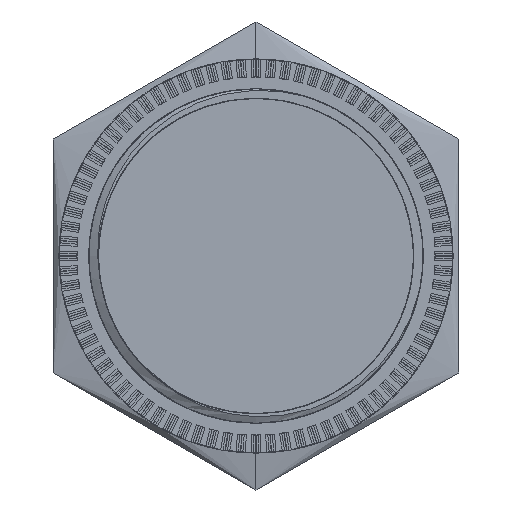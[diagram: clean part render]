
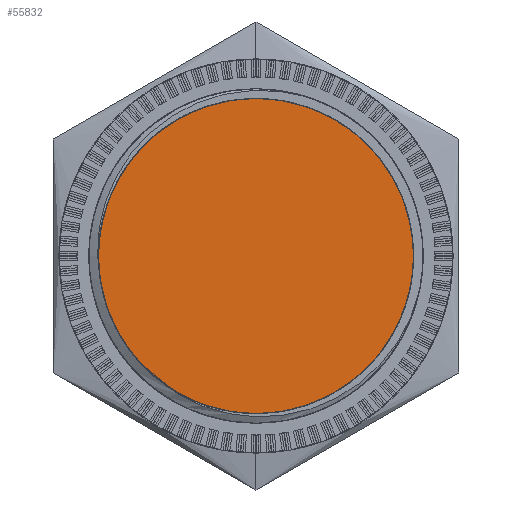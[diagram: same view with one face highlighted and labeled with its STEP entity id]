
A CAD part, left-side view. The second image highlights one B-rep face of the part: STEP entity #55832.
In plain terms, the highlighted planar face has unit normal (-1, 0, 0).
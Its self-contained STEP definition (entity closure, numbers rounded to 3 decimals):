
#805 = EDGE_CURVE ( 'NONE', #49988, #12558, #22634, .T. ) ;
#2628 = PLANE ( 'NONE',  #42740 ) ;
#5993 = DIRECTION ( 'NONE',  ( 0., 1., 0. ) ) ;
#7266 = DIRECTION ( 'NONE',  ( 0., 1., 0. ) ) ;
#7638 = CARTESIAN_POINT ( 'NONE',  ( -56.3, -114.618, 49.004 ) ) ;
#7692 = CIRCLE ( 'NONE', #38093, 14. ) ;
#9452 = CARTESIAN_POINT ( 'NONE',  ( -56.3, -114.618, 35.004 ) ) ;
#12558 = VERTEX_POINT ( 'NONE', #37053 ) ;
#20536 = DIRECTION ( 'NONE',  ( -1., 0., 0. ) ) ;
#21737 = CARTESIAN_POINT ( 'NONE',  ( -56.3, -114.618, 49.004 ) ) ;
#22634 = CIRCLE ( 'NONE', #75552, 14. ) ;
#23073 = ORIENTED_EDGE ( 'NONE', *, *, #805, .T. ) ;
#37053 = CARTESIAN_POINT ( 'NONE',  ( -56.3, -114.618, 63.004 ) ) ;
#37488 = DIRECTION ( 'NONE',  ( -1., 0., 0. ) ) ;
#38093 = AXIS2_PLACEMENT_3D ( 'NONE', #7638, #37488, #5993 ) ;
#38841 = EDGE_LOOP ( 'NONE', ( #52934, #23073 ) ) ;
#41041 = EDGE_CURVE ( 'NONE', #12558, #49988, #7692, .T. ) ;
#42740 = AXIS2_PLACEMENT_3D ( 'NONE', #21737, #46983, #78864 ) ;
#46983 = DIRECTION ( 'NONE',  ( -1., 0., 0. ) ) ;
#49988 = VERTEX_POINT ( 'NONE', #9452 ) ;
#52934 = ORIENTED_EDGE ( 'NONE', *, *, #41041, .T. ) ;
#55832 = ADVANCED_FACE ( 'NONE', ( #59828 ), #2628, .T. ) ;
#59828 = FACE_OUTER_BOUND ( 'NONE', #38841, .T. ) ;
#64429 = CARTESIAN_POINT ( 'NONE',  ( -56.3, -114.618, 49.004 ) ) ;
#75552 = AXIS2_PLACEMENT_3D ( 'NONE', #64429, #20536, #7266 ) ;
#78864 = DIRECTION ( 'NONE',  ( 0., 0., 1. ) ) ;
